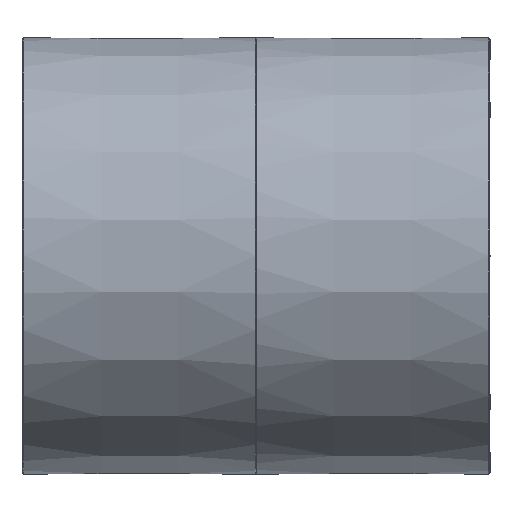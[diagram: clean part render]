
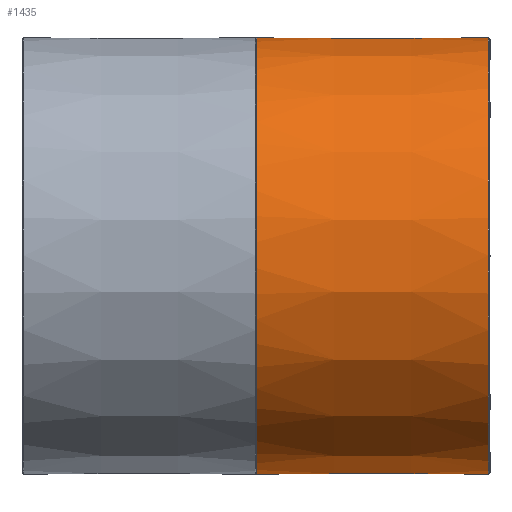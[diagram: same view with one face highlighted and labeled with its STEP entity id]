
A CAD part, top view. The second image highlights one B-rep face of the part: STEP entity #1435.
In plain terms, the highlighted conical face has half-angle 0.03 degrees and reference radius 90.05 mm.
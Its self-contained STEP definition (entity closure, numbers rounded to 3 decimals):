
#113=CONICAL_SURFACE('',#24570,90.05,0.03);
#1435=ADVANCED_FACE('',(#6444,#6445),#113,.T.);
#4768=B_SPLINE_CURVE_WITH_KNOTS('',3,(#35428,#35429,#35430,#35431,#35432,
#35433,#35434,#35435,#35436,#35437,#35438,#35439,#35440,#35441,#35442,#35443,
#35444,#35445,#35446,#35447,#35448,#35449,#35450,#35451,#35452,#35453,#35454,
#35455,#35456,#35457,#35458,#35459,#35460,#35461),.UNSPECIFIED.,.T.,.F.,
(2,2,2,2,2,2,2,2,2,2,2,2,2,2,2,2,2,2,2),(-0.063,0.,0.063,0.125,0.188,
0.25,0.313,0.375,0.438,0.5,0.563,0.625,0.688,0.75,0.813,0.875,0.938,
1.,1.063),.UNSPECIFIED.);
#6444=FACE_BOUND('',#6542,.T.);
#6445=FACE_BOUND('',#6543,.T.);
#6542=EDGE_LOOP('',(#8968));
#6543=EDGE_LOOP('',(#8969));
#7980=CIRCLE('',#24568,90.);
#8968=ORIENTED_EDGE('',*,*,#19064,.F.);
#8969=ORIENTED_EDGE('',*,*,#19065,.T.);
#16509=VERTEX_POINT('',#35426);
#16510=VERTEX_POINT('',#35462);
#19064=EDGE_CURVE('',#16509,#16509,#7980,.T.);
#19065=EDGE_CURVE('',#16510,#16510,#4768,.T.);
#24568=AXIS2_PLACEMENT_3D('',#35425,#26212,#26213);
#24570=AXIS2_PLACEMENT_3D('',#35463,#26216,#26217);
#26212=DIRECTION('',(1.,0.,0.));
#26213=DIRECTION('',(0.,0.,-1.));
#26216=DIRECTION('',(-1.,0.,0.));
#26217=DIRECTION('',(0.,0.,1.));
#35425=CARTESIAN_POINT('',(80945.308,10733.665,0.));
#35426=CARTESIAN_POINT('',(80945.308,10733.665,-90.));
#35428=CARTESIAN_POINT('',(80849.808,10721.877,-90.05));
#35429=CARTESIAN_POINT('',(80849.808,10745.452,-90.05));
#35430=CARTESIAN_POINT('',(80849.808,10757.235,-87.706));
#35431=CARTESIAN_POINT('',(80849.808,10779.016,-78.684));
#35432=CARTESIAN_POINT('',(80849.808,10789.005,-72.01));
#35433=CARTESIAN_POINT('',(80849.808,10805.675,-55.34));
#35434=CARTESIAN_POINT('',(80849.808,10812.349,-45.351));
#35435=CARTESIAN_POINT('',(80849.808,10821.371,-23.57));
#35436=CARTESIAN_POINT('',(80849.808,10823.715,-11.788));
#35437=CARTESIAN_POINT('',(80849.808,10823.715,11.788));
#35438=CARTESIAN_POINT('',(80849.808,10821.371,23.57));
#35439=CARTESIAN_POINT('',(80849.808,10812.349,45.351));
#35440=CARTESIAN_POINT('',(80849.808,10805.675,55.34));
#35441=CARTESIAN_POINT('',(80849.808,10789.005,72.01));
#35442=CARTESIAN_POINT('',(80849.808,10779.016,78.684));
#35443=CARTESIAN_POINT('',(80849.808,10757.235,87.706));
#35444=CARTESIAN_POINT('',(80849.808,10745.452,90.05));
#35445=CARTESIAN_POINT('',(80849.808,10721.877,90.05));
#35446=CARTESIAN_POINT('',(80849.808,10710.094,87.706));
#35447=CARTESIAN_POINT('',(80849.808,10688.314,78.684));
#35448=CARTESIAN_POINT('',(80849.808,10678.325,72.01));
#35449=CARTESIAN_POINT('',(80849.808,10661.655,55.34));
#35450=CARTESIAN_POINT('',(80849.808,10654.98,45.351));
#35451=CARTESIAN_POINT('',(80849.808,10645.959,23.57));
#35452=CARTESIAN_POINT('',(80849.808,10643.615,11.788));
#35453=CARTESIAN_POINT('',(80849.808,10643.615,-11.788));
#35454=CARTESIAN_POINT('',(80849.808,10645.959,-23.57));
#35455=CARTESIAN_POINT('',(80849.808,10654.98,-45.351));
#35456=CARTESIAN_POINT('',(80849.808,10661.655,-55.34));
#35457=CARTESIAN_POINT('',(80849.808,10678.325,-72.01));
#35458=CARTESIAN_POINT('',(80849.808,10688.314,-78.684));
#35459=CARTESIAN_POINT('',(80849.808,10710.094,-87.706));
#35460=CARTESIAN_POINT('',(80849.808,10721.877,-90.05));
#35461=CARTESIAN_POINT('',(80849.808,10745.452,-90.05));
#35462=CARTESIAN_POINT('',(80849.808,10733.665,-90.05));
#35463=CARTESIAN_POINT('',(80849.808,10733.665,0.));
